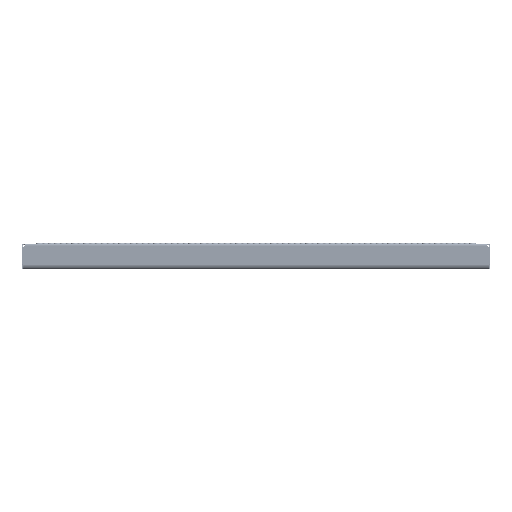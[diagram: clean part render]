
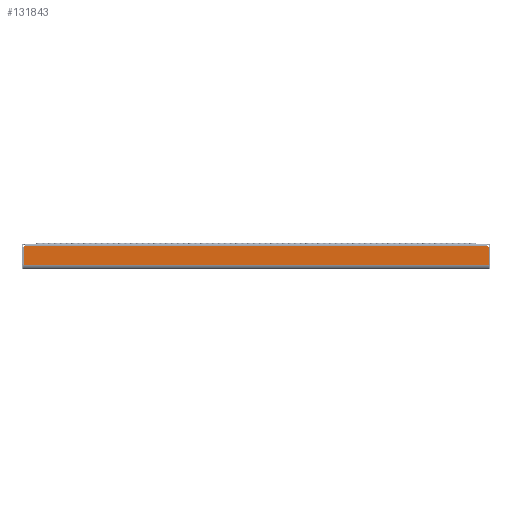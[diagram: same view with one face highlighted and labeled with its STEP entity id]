
A CAD part, top view. The second image highlights one B-rep face of the part: STEP entity #131843.
In plain terms, the highlighted planar face has unit normal (0, 0, 1).
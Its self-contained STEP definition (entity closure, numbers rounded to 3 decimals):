
#1123 = DIRECTION ( 'NONE',  ( 0., -1., 0. ) ) ;
#7721 = CIRCLE ( 'NONE', #185801, 5. ) ;
#11115 = VERTEX_POINT ( 'NONE', #26167 ) ;
#21976 = EDGE_CURVE ( 'NONE', #76035, #206158, #190494, .T. ) ;
#24084 = LINE ( 'NONE', #228673, #109249 ) ;
#25624 = EDGE_CURVE ( 'NONE', #116782, #11115, #63176, .T. ) ;
#26167 = CARTESIAN_POINT ( 'NONE',  ( -496.49, -6.916, 112.5 ) ) ;
#32372 = CARTESIAN_POINT ( 'NONE',  ( 497.49, -7.211, 112.5 ) ) ;
#32502 = CARTESIAN_POINT ( 'NONE',  ( -493.913, -4.5, 112.5 ) ) ;
#34300 = DIRECTION ( 'NONE',  ( 1., 0., 0. ) ) ;
#38157 = ORIENTED_EDGE ( 'NONE', *, *, #230138, .T. ) ;
#39675 = PLANE ( 'NONE',  #151407 ) ;
#46667 = DIRECTION ( 'NONE',  ( 0., -1., 0. ) ) ;
#54178 = EDGE_CURVE ( 'NONE', #116782, #70633, #186527, .T. ) ;
#60282 = ORIENTED_EDGE ( 'NONE', *, *, #54178, .F. ) ;
#63176 = CIRCLE ( 'NONE', #67536, 5. ) ;
#64546 = DIRECTION ( 'NONE',  ( 0., -1., 0. ) ) ;
#65609 = DIRECTION ( 'NONE',  ( 1., 0., 0. ) ) ;
#66092 = EDGE_LOOP ( 'NONE', ( #105585, #225915, #38157, #60282, #87010, #68538 ) ) ;
#67536 = AXIS2_PLACEMENT_3D ( 'NONE', #212240, #111203, #152420 ) ;
#68272 = CARTESIAN_POINT ( 'NONE',  ( 497.49, -7.211, 112.5 ) ) ;
#68538 = ORIENTED_EDGE ( 'NONE', *, *, #102413, .T. ) ;
#70633 = VERTEX_POINT ( 'NONE', #94171 ) ;
#71662 = VECTOR ( 'NONE', #34300, 1000. ) ;
#72219 = DIRECTION ( 'NONE',  ( 0., 1., 0. ) ) ;
#76035 = VERTEX_POINT ( 'NONE', #102064 ) ;
#83165 = DIRECTION ( 'NONE',  ( 0., 0., -1. ) ) ;
#87010 = ORIENTED_EDGE ( 'NONE', *, *, #25624, .T. ) ;
#94171 = CARTESIAN_POINT ( 'NONE',  ( 493.913, -4.5, 112.5 ) ) ;
#101747 = CARTESIAN_POINT ( 'NONE',  ( 498.4, -2.295, 112.5 ) ) ;
#102064 = CARTESIAN_POINT ( 'NONE',  ( 497.49, -44.505, 112.5 ) ) ;
#102413 = EDGE_CURVE ( 'NONE', #11115, #219413, #24084, .T. ) ;
#105585 = ORIENTED_EDGE ( 'NONE', *, *, #162366, .T. ) ;
#109249 = VECTOR ( 'NONE', #46667, 1000. ) ;
#111203 = DIRECTION ( 'NONE',  ( 0., 0., -1. ) ) ;
#113942 = CARTESIAN_POINT ( 'NONE',  ( -496.49, -44.505, 112.5 ) ) ;
#116782 = VERTEX_POINT ( 'NONE', #32502 ) ;
#131843 = ADVANCED_FACE ( 'NONE', ( #201717 ), #39675, .T. ) ;
#142949 = VECTOR ( 'NONE', #65609, 1000. ) ;
#151407 = AXIS2_PLACEMENT_3D ( 'NONE', #183099, #157940, #1123 ) ;
#152420 = DIRECTION ( 'NONE',  ( 0., -1., 0. ) ) ;
#157940 = DIRECTION ( 'NONE',  ( 0., 0., 1. ) ) ;
#162366 = EDGE_CURVE ( 'NONE', #219413, #76035, #180342, .T. ) ;
#173786 = VECTOR ( 'NONE', #72219, 1000. ) ;
#180342 = LINE ( 'NONE', #113942, #71662 ) ;
#183099 = CARTESIAN_POINT ( 'NONE',  ( -498.4, 219.505, 112.5 ) ) ;
#183171 = CARTESIAN_POINT ( 'NONE',  ( -496.49, -44.505, 112.5 ) ) ;
#185801 = AXIS2_PLACEMENT_3D ( 'NONE', #101747, #83165, #64546 ) ;
#186527 = LINE ( 'NONE', #247654, #142949 ) ;
#190494 = LINE ( 'NONE', #32372, #173786 ) ;
#201717 = FACE_OUTER_BOUND ( 'NONE', #66092, .T. ) ;
#206158 = VERTEX_POINT ( 'NONE', #68272 ) ;
#212240 = CARTESIAN_POINT ( 'NONE',  ( -498.4, -2.295, 112.5 ) ) ;
#219413 = VERTEX_POINT ( 'NONE', #183171 ) ;
#225915 = ORIENTED_EDGE ( 'NONE', *, *, #21976, .T. ) ;
#228673 = CARTESIAN_POINT ( 'NONE',  ( -496.49, -6.916, 112.5 ) ) ;
#230138 = EDGE_CURVE ( 'NONE', #206158, #70633, #7721, .T. ) ;
#247654 = CARTESIAN_POINT ( 'NONE',  ( -498.4, -4.5, 112.5 ) ) ;
